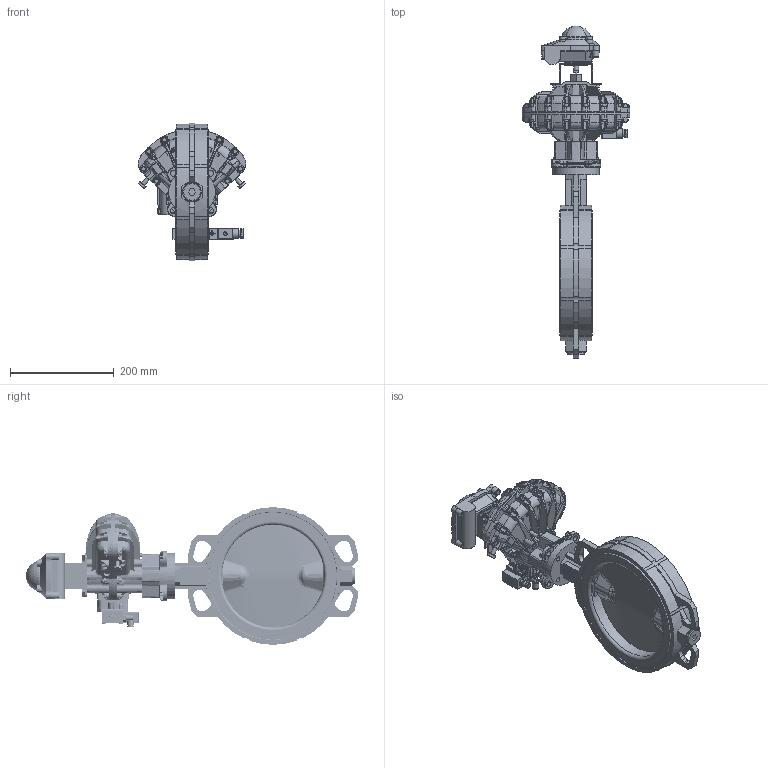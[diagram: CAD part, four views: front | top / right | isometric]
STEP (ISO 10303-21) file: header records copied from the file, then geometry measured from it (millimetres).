
FILE_DESCRIPTION(/* description */ (''),/* implementation_level */ '2;1');
FILE_NAME(/* name */ 'AT2313B200DAMEK_131867.step',/* time_stamp */ '2025-07-04T08:54:07+02:00',/* author */ (''),/* organization */ (''),/* preprocessor_version */ 'ST-DEVELOPER v20.1',/* originating_system */ 'Autodesk Translation Framework v14.10.0.0',/* authorisation */ '');
FILE_SCHEMA (('AUTOMOTIVE_DESIGN { 1 0 10303 214 3 1 1 }'));
Length unit declared in the file: millimetre
Products named in the file (19): AT2313B200DAMEK_131867; 083F100 ACT + ISO ADAPTOR; 084-100 SIMPLE; SP1445 080 ISO Adaptor; MBP-300; APL210; Component1; BRACKET VDI/VDE; Component1_1; Component2; Component3; Component2_1; SP638; MNH 511 701 -Armatec; MNH 511 701; GZ-MA22; ST 22 E 1 N; _W097052000119; KQ2L08-02AS
Assembly tree (19 placements, depth 4):
  AT2313B200DAMEK_131867
    083F100 ACT + ISO ADAPTOR
      084-100 SIMPLE
      SP1445 080 ISO Adaptor
    MBP-300
    APL210
      Component1
    BRACKET VDI/VDE
      Component1_1
        Component2
        Component3
    Component2_1
    SP638
    MNH 511 701 -Armatec
      MNH 511 701
      GZ-MA22
      ST 22 E 1 N
      _W097052000119  x2
      KQ2L08-02AS
Bounding box: 208.43 x 641 x 266 mm (x, y, z)
Volume: 4266477.6 mm3; surface area: 568805.3 mm2
Topology: 35 solids, 53 shells, 4512 faces, 11530 edges, 7310 vertices
Faces by surface type: plane 1977, cylinder 925, bspline 823, cone 450, torus 285, sphere 52
Full cylindrical faces by diameter (mm): 1.5 x3, 1.6 x1, 2.459 x10, 3 x1, 3.236 x1, 4 x1, 4.019 x2, 4.2 x6, 4.4 x2, 5 x25, 5.2 x4, 5.5 x3, 5.6 x4, 6 x1, 6.1 x1, 7 x7, 7.3 x1, 7.7 x2, 7.8 x2, 8 x35, 8.15 x1, 8.5 x5, 8.95 x1, 9 x6, 9.15 x1, 9.5 x1, 9.7 x2, 9.728 x2, 9.75 x1, 10.7 x2
Entity records: 182270 total; most frequent: CARTESIAN_POINT 74622, ORIENTED_EDGE 22696, DIRECTION 20451, EDGE_CURVE 11348, AXIS2_PLACEMENT_3D 7544, VERTEX_POINT 7256, LINE 5363, VECTOR 5363
